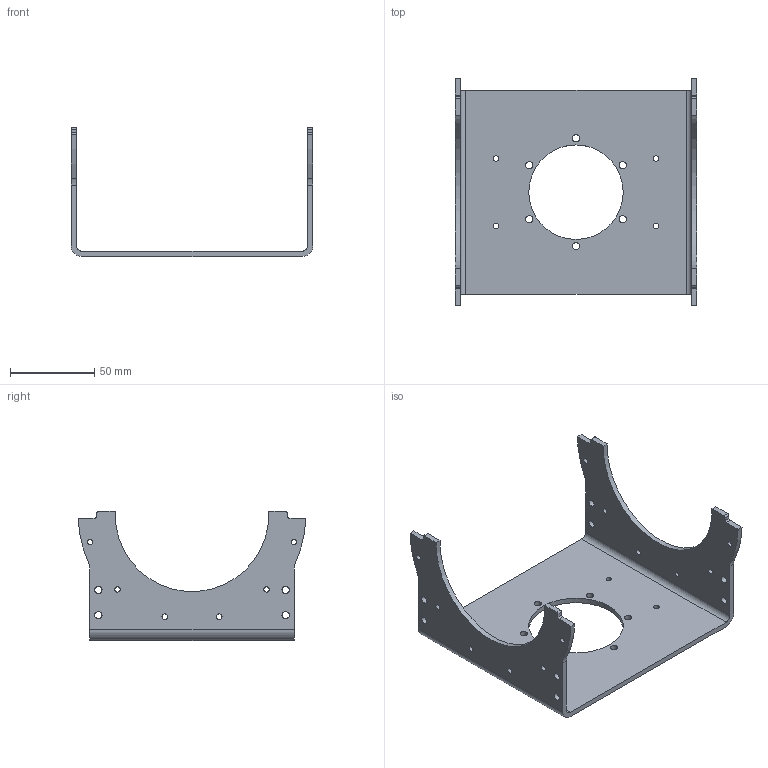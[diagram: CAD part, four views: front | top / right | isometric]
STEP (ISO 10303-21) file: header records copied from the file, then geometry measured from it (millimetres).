
FILE_DESCRIPTION(/* description */ (''),/* implementation_level */ '2;1');
FILE_NAME(/* name */ 'steel_plate3.stp',/* time_stamp */ '2021-08-16T08:57:01+09:00',/* author */ ('yuta0'),/* organization */ (''),/* preprocessor_version */ 'ST-DEVELOPER v18.1',/* originating_system */ 'Autodesk Inventor 2021',/* authorisation */ '');
FILE_SCHEMA (('AUTOMOTIVE_DESIGN { 1 0 10303 214 3 1 1 }'));
Length unit declared in the file: millimetre
Products named in the file (1): unit-plate4
Bounding box: 143.4 x 134.94 x 76.5 mm (x, y, z)
Volume: 81187.6 mm3; surface area: 55485.6 mm2
Topology: 1 solids, 1 shells, 73 faces, 234 edges, 163 vertices
Faces by surface type: cylinder 53, plane 20
Full cylindrical faces by diameter (mm): 3.242 x16, 4.3 x14, 56 x1
Entity records: 2848 total; most frequent: DIRECTION 509, CARTESIAN_POINT 471, ORIENTED_EDGE 468, EDGE_CURVE 234, AXIS2_PLACEMENT_3D 201, VERTEX_POINT 163, EDGE_LOOP 135, CIRCLE 127
